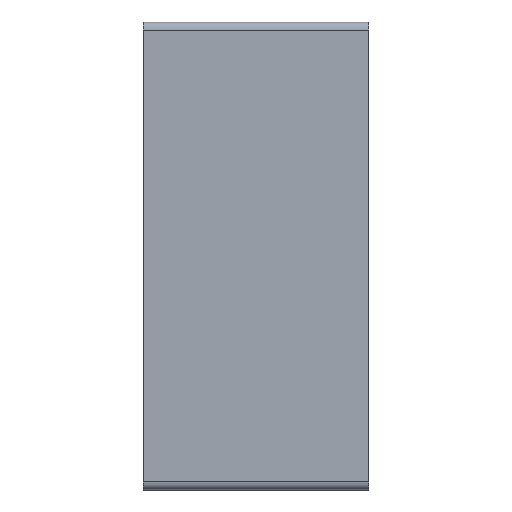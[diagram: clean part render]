
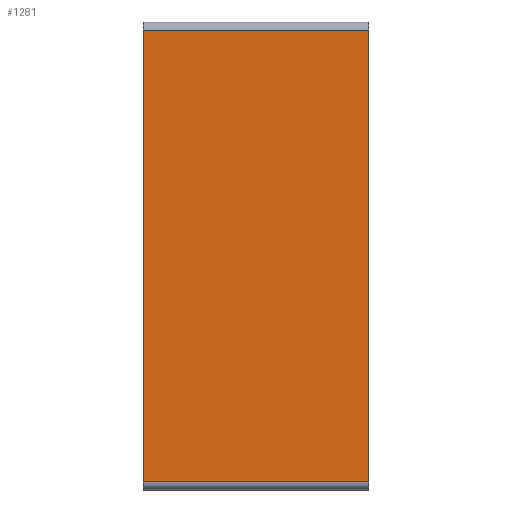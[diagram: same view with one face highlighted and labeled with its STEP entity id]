
A CAD part, front view. The second image highlights one B-rep face of the part: STEP entity #1281.
In plain terms, the highlighted planar face has unit normal (0, -1, 0).
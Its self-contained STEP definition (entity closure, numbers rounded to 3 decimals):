
#51 = EDGE_CURVE ( 'NONE', #716, #728, #507, .T. ) ;
#55 = EDGE_CURVE ( 'NONE', #718, #731, #516, .T. ) ;
#59 = EDGE_CURVE ( 'NONE', #716, #731, #517, .T. ) ;
#64 = EDGE_CURVE ( 'NONE', #718, #728, #526, .T. ) ;
#159 = AXIS2_PLACEMENT_3D ( 'NONE', #1082, #1105, #1106 ) ;
#234 = EDGE_LOOP ( 'NONE', ( #357, #358, #359, #360 ) ) ;
#357 = ORIENTED_EDGE ( 'NONE', *, *, #55, .T. ) ;
#358 = ORIENTED_EDGE ( 'NONE', *, *, #59, .F. ) ;
#359 = ORIENTED_EDGE ( 'NONE', *, *, #51, .T. ) ;
#360 = ORIENTED_EDGE ( 'NONE', *, *, #64, .F. ) ;
#507 = LINE ( 'NONE', #858, #508 ) ;
#508 = VECTOR ( 'NONE', #859, 1000. ) ;
#514 = VECTOR ( 'NONE', #868, 1000. ) ;
#516 = LINE ( 'NONE', #867, #514 ) ;
#517 = LINE ( 'NONE', #873, #527 ) ;
#526 = LINE ( 'NONE', #879, #537 ) ;
#527 = VECTOR ( 'NONE', #876, 1000. ) ;
#537 = VECTOR ( 'NONE', #887, 1000. ) ;
#650 = FACE_OUTER_BOUND ( 'NONE', #234, .T. ) ;
#716 = VERTEX_POINT ( 'NONE', #966 ) ;
#718 = VERTEX_POINT ( 'NONE', #968 ) ;
#728 = VERTEX_POINT ( 'NONE', #978 ) ;
#731 = VERTEX_POINT ( 'NONE', #981 ) ;
#858 = CARTESIAN_POINT ( 'NONE',  ( 13.5, -21., -27. ) ) ;
#859 = DIRECTION ( 'NONE',  ( 1., 0., 0. ) ) ;
#867 = CARTESIAN_POINT ( 'NONE',  ( 13.5, -21., 27. ) ) ;
#868 = DIRECTION ( 'NONE',  ( -1., 0., 0. ) ) ;
#873 = CARTESIAN_POINT ( 'NONE',  ( -13.5, -21., 0. ) ) ;
#876 = DIRECTION ( 'NONE',  ( 0., 0., 1. ) ) ;
#879 = CARTESIAN_POINT ( 'NONE',  ( 13.5, -21., 0. ) ) ;
#887 = DIRECTION ( 'NONE',  ( 0., 0., -1. ) ) ;
#966 = CARTESIAN_POINT ( 'NONE',  ( -13.5, -21., -27. ) ) ;
#968 = CARTESIAN_POINT ( 'NONE',  ( 13.5, -21., 27. ) ) ;
#978 = CARTESIAN_POINT ( 'NONE',  ( 13.5, -21., -27. ) ) ;
#981 = CARTESIAN_POINT ( 'NONE',  ( -13.5, -21., 27. ) ) ;
#1082 = CARTESIAN_POINT ( 'NONE',  ( 13.5, -21., 0. ) ) ;
#1091 = PLANE ( 'NONE',  #159 ) ;
#1105 = DIRECTION ( 'NONE',  ( 0., -1., 0. ) ) ;
#1106 = DIRECTION ( 'NONE',  ( 0., 0., -1. ) ) ;
#1281 = ADVANCED_FACE ( 'NONE', ( #650 ), #1091, .T. ) ;
